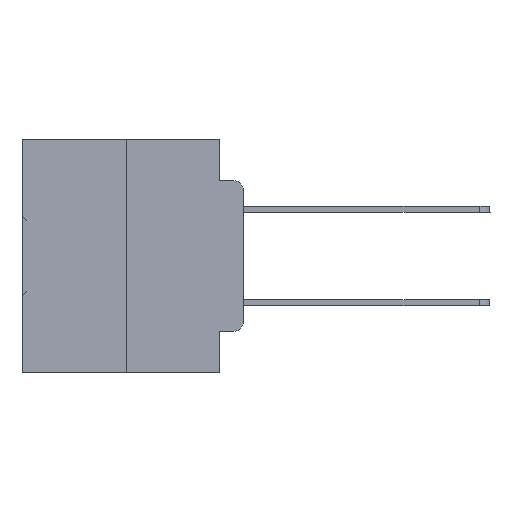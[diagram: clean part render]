
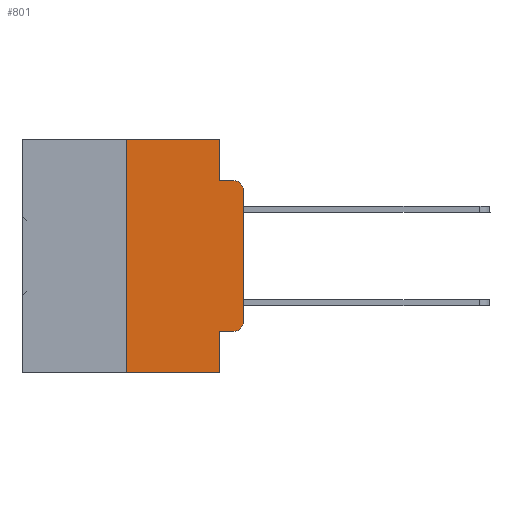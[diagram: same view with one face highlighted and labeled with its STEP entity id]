
A CAD part, left-side view. The second image highlights one B-rep face of the part: STEP entity #801.
In plain terms, the highlighted planar face has unit normal (-1, 0, 0).
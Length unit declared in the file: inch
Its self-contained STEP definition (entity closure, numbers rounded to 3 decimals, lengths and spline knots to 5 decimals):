
#5 = ORIENTED_EDGE ( 'NONE', *, *, #9374, .T. ) ;
#90 = DIRECTION ( 'NONE',  ( 0., -1., 0. ) ) ;
#618 = CARTESIAN_POINT ( 'NONE',  ( 0., 0.02, -0.1085 ) ) ;
#801 = ADVANCED_FACE ( 'NONE', ( #13657 ), #11326, .F. ) ;
#1698 = VECTOR ( 'NONE', #31675, 39.37008 ) ;
#2428 = VERTEX_POINT ( 'NONE', #34298 ) ;
#2760 = VECTOR ( 'NONE', #90, 39.37008 ) ;
#3014 = EDGE_CURVE ( 'NONE', #8221, #18331, #6575, .T. ) ;
#3023 = VECTOR ( 'NONE', #6268, 39.37008 ) ;
#3610 = DIRECTION ( 'NONE',  ( 0., 0., -1. ) ) ;
#3957 = LINE ( 'NONE', #12096, #3023 ) ;
#5422 = VECTOR ( 'NONE', #33448, 39.37008 ) ;
#5469 = VERTEX_POINT ( 'NONE', #29402 ) ;
#5553 = ORIENTED_EDGE ( 'NONE', *, *, #25898, .F. ) ;
#5764 = DIRECTION ( 'NONE',  ( -1., 0., 0. ) ) ;
#5979 = CARTESIAN_POINT ( 'NONE',  ( 0., 0.051, -0.4115 ) ) ;
#6268 = DIRECTION ( 'NONE',  ( 0., 0., 1. ) ) ;
#6333 = LINE ( 'NONE', #30590, #5422 ) ;
#6575 = LINE ( 'NONE', #26544, #37505 ) ;
#7263 = CARTESIAN_POINT ( 'NONE',  ( 0., 0.473, 0. ) ) ;
#7381 = EDGE_CURVE ( 'NONE', #27186, #5469, #17816, .T. ) ;
#7499 = CARTESIAN_POINT ( 'NONE',  ( 0., 0.051, -0.0885 ) ) ;
#8221 = VERTEX_POINT ( 'NONE', #30553 ) ;
#9374 = EDGE_CURVE ( 'NONE', #31506, #27186, #3957, .T. ) ;
#9710 = ORIENTED_EDGE ( 'NONE', *, *, #35495, .F. ) ;
#9970 = DIRECTION ( 'NONE',  ( 0., -1., 0. ) ) ;
#10411 = CARTESIAN_POINT ( 'NONE',  ( 0., 0.051, 0. ) ) ;
#10563 = LINE ( 'NONE', #17810, #2760 ) ;
#11326 = PLANE ( 'NONE',  #35541 ) ;
#11673 = DIRECTION ( 'NONE',  ( 0., 0., -1. ) ) ;
#12096 = CARTESIAN_POINT ( 'NONE',  ( 0., 0., 0. ) ) ;
#13510 = VECTOR ( 'NONE', #25499, 39.37008 ) ;
#13657 = FACE_OUTER_BOUND ( 'NONE', #26543, .T. ) ;
#14424 = CARTESIAN_POINT ( 'NONE',  ( 0., 0., -0.3915 ) ) ;
#14694 = DIRECTION ( 'NONE',  ( 1., 0., 0. ) ) ;
#14869 = CARTESIAN_POINT ( 'NONE',  ( 0., 0.051, -0.0885 ) ) ;
#15179 = VERTEX_POINT ( 'NONE', #23177 ) ;
#15891 = EDGE_CURVE ( 'NONE', #2428, #15179, #17422, .T. ) ;
#16371 = DIRECTION ( 'NONE',  ( 0., -1., 0. ) ) ;
#16701 = ORIENTED_EDGE ( 'NONE', *, *, #37350, .F. ) ;
#17121 = VECTOR ( 'NONE', #16371, 39.37008 ) ;
#17180 = ORIENTED_EDGE ( 'NONE', *, *, #22039, .T. ) ;
#17422 = LINE ( 'NONE', #23023, #1698 ) ;
#17810 = CARTESIAN_POINT ( 'NONE',  ( 0., 0.051, -0.4115 ) ) ;
#17816 = CIRCLE ( 'NONE', #26294, 0.02 ) ;
#18331 = VERTEX_POINT ( 'NONE', #10411 ) ;
#18552 = ORIENTED_EDGE ( 'NONE', *, *, #3014, .F. ) ;
#19471 = ORIENTED_EDGE ( 'NONE', *, *, #33558, .F. ) ;
#19595 = VERTEX_POINT ( 'NONE', #35085 ) ;
#19788 = CARTESIAN_POINT ( 'NONE',  ( 0., 0.051, 0. ) ) ;
#20393 = ORIENTED_EDGE ( 'NONE', *, *, #15891, .T. ) ;
#21305 = DIRECTION ( 'NONE',  ( -1., 0., 0. ) ) ;
#22039 = EDGE_CURVE ( 'NONE', #19595, #31506, #30855, .T. ) ;
#22812 = AXIS2_PLACEMENT_3D ( 'NONE', #23489, #5764, #26335 ) ;
#23023 = CARTESIAN_POINT ( 'NONE',  ( 0., 0.473, -0.5 ) ) ;
#23177 = CARTESIAN_POINT ( 'NONE',  ( 0., 0.051, -0.5 ) ) ;
#23489 = CARTESIAN_POINT ( 'NONE',  ( 0., 0.02, -0.3915 ) ) ;
#23589 = ORIENTED_EDGE ( 'NONE', *, *, #7381, .T. ) ;
#24001 = EDGE_CURVE ( 'NONE', #36295, #19595, #10563, .T. ) ;
#25499 = DIRECTION ( 'NONE',  ( 0., 0., 1. ) ) ;
#25898 = EDGE_CURVE ( 'NONE', #36295, #15179, #6333, .T. ) ;
#26294 = AXIS2_PLACEMENT_3D ( 'NONE', #618, #21305, #3610 ) ;
#26335 = DIRECTION ( 'NONE',  ( 0., 0., -1. ) ) ;
#26543 = EDGE_LOOP ( 'NONE', ( #5, #23589, #16701, #9710, #18552, #19471, #20393, #5553, #37413, #17180 ) ) ;
#26544 = CARTESIAN_POINT ( 'NONE',  ( 0., 0.473, 0. ) ) ;
#27011 = VERTEX_POINT ( 'NONE', #14869 ) ;
#27186 = VERTEX_POINT ( 'NONE', #33116 ) ;
#27211 = LINE ( 'NONE', #19788, #33913 ) ;
#29402 = CARTESIAN_POINT ( 'NONE',  ( 0., 0.02, -0.0885 ) ) ;
#30553 = CARTESIAN_POINT ( 'NONE',  ( 0., 0.25, 0. ) ) ;
#30590 = CARTESIAN_POINT ( 'NONE',  ( 0., 0.051, 0. ) ) ;
#30855 = CIRCLE ( 'NONE', #22812, 0.02 ) ;
#31384 = DIRECTION ( 'NONE',  ( 0., 0., -1. ) ) ;
#31506 = VERTEX_POINT ( 'NONE', #14424 ) ;
#31675 = DIRECTION ( 'NONE',  ( 0., -1., 0. ) ) ;
#32503 = LINE ( 'NONE', #7499, #17121 ) ;
#33116 = CARTESIAN_POINT ( 'NONE',  ( 0., 0., -0.1085 ) ) ;
#33448 = DIRECTION ( 'NONE',  ( 0., 0., -1. ) ) ;
#33558 = EDGE_CURVE ( 'NONE', #2428, #8221, #36620, .T. ) ;
#33913 = VECTOR ( 'NONE', #31384, 39.37008 ) ;
#33993 = CARTESIAN_POINT ( 'NONE',  ( 0., 0.25, 0. ) ) ;
#34298 = CARTESIAN_POINT ( 'NONE',  ( 0., 0.25, -0.5 ) ) ;
#35085 = CARTESIAN_POINT ( 'NONE',  ( 0., 0.02, -0.4115 ) ) ;
#35495 = EDGE_CURVE ( 'NONE', #18331, #27011, #27211, .T. ) ;
#35541 = AXIS2_PLACEMENT_3D ( 'NONE', #7263, #14694, #11673 ) ;
#36295 = VERTEX_POINT ( 'NONE', #5979 ) ;
#36620 = LINE ( 'NONE', #33993, #13510 ) ;
#37350 = EDGE_CURVE ( 'NONE', #27011, #5469, #32503, .T. ) ;
#37413 = ORIENTED_EDGE ( 'NONE', *, *, #24001, .T. ) ;
#37505 = VECTOR ( 'NONE', #9970, 39.37008 ) ;
